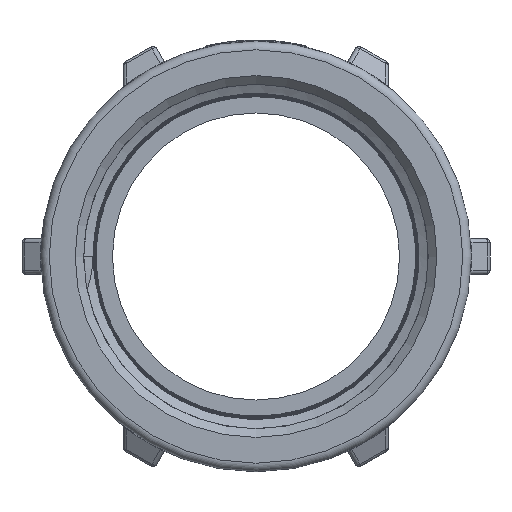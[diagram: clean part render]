
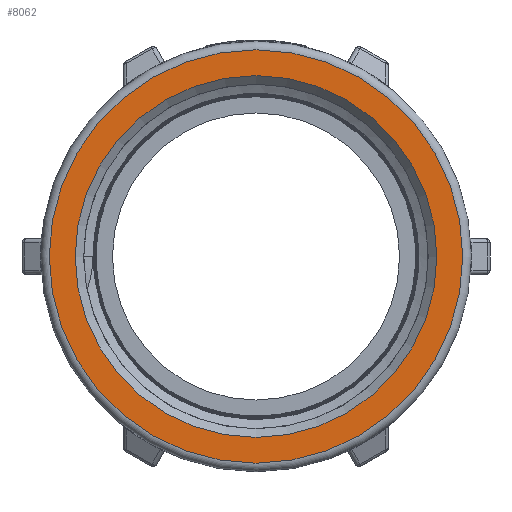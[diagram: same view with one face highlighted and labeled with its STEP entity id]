
A CAD part, left-side view. The second image highlights one B-rep face of the part: STEP entity #8062.
In plain terms, the highlighted planar face has unit normal (-1, 0, 0).
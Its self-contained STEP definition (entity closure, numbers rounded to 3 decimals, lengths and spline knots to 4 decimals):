
#182=PLANE($,#8479);
#291=FACE_BOUND($,#1456,.T.);
#292=FACE_BOUND($,#1457,.T.);
#1456=EDGE_LOOP($,(#7255));
#1457=EDGE_LOOP($,(#7256));
#1679=CIRCLE($,#8478,1.44);
#1680=CIRCLE($,#8480,1.26);
#3977=VERTEX_POINT($,#60403);
#3978=VERTEX_POINT($,#60406);
#5084=EDGE_CURVE($,#3977,#3977,#1679,.T.);
#5085=EDGE_CURVE($,#3978,#3978,#1680,.T.);
#7255=ORIENTED_EDGE($,*,*,#5085,.T.);
#7256=ORIENTED_EDGE($,*,*,#5084,.F.);
#8062=ADVANCED_FACE($,(#291,#292),#182,.T.);
#8478=AXIS2_PLACEMENT_3D($,#60404,#9670,#9671);
#8479=AXIS2_PLACEMENT_3D($,#60405,#9672,#9673);
#8480=AXIS2_PLACEMENT_3D($,#60407,#9674,#9675);
#9670=DIRECTION('center_axis',(1.,0.,0.));
#9671=DIRECTION('ref_axis',(0.,-1.,0.));
#9672=DIRECTION('center_axis',(-1.,0.,0.));
#9673=DIRECTION('ref_axis',(0.,0.,1.));
#9674=DIRECTION('center_axis',(1.,0.,0.));
#9675=DIRECTION('ref_axis',(0.,0.,-1.));
#60403=CARTESIAN_POINT('',(-1.37,1.44,0.));
#60404=CARTESIAN_POINT('Origin',(-1.37,0.,0.));
#60405=CARTESIAN_POINT('Origin',(-1.37,1.5,0.));
#60406=CARTESIAN_POINT('',(-1.37,1.26,0.));
#60407=CARTESIAN_POINT('Origin',(-1.37,0.,0.));
